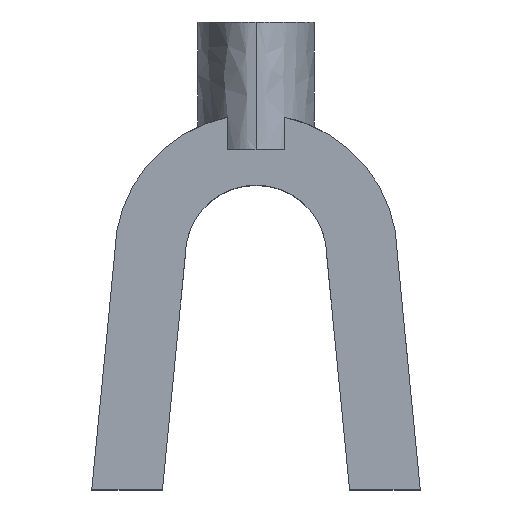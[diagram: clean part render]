
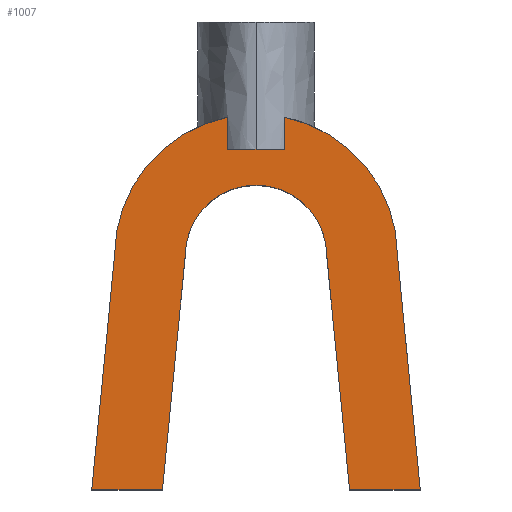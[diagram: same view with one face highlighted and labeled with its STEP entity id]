
A CAD part, top view. The second image highlights one B-rep face of the part: STEP entity #1007.
In plain terms, the highlighted planar face has unit normal (0, 0, 1).
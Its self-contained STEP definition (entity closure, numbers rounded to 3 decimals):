
#2 = CARTESIAN_POINT ( 'NONE',  ( 2.421, 14.55, 8.75 ) ) ;
#33 = LINE ( 'NONE', #131, #1134 ) ;
#42 = EDGE_CURVE ( 'NONE', #916, #98, #1064, .T. ) ;
#57 = CARTESIAN_POINT ( 'NONE',  ( 6.05, 0., 8.75 ) ) ;
#80 = DIRECTION ( 'NONE',  ( 0., 0., 1. ) ) ;
#94 = LINE ( 'NONE', #1209, #642 ) ;
#98 = VERTEX_POINT ( 'NONE', #722 ) ;
#106 = VERTEX_POINT ( 'NONE', #249 ) ;
#111 = EDGE_CURVE ( 'NONE', #1112, #982, #913, .T. ) ;
#123 = EDGE_CURVE ( 'NONE', #106, #884, #1113, .T. ) ;
#131 = CARTESIAN_POINT ( 'NONE',  ( 11.986, 1.17, 8.75 ) ) ;
#136 = LINE ( 'NONE', #1052, #308 ) ;
#138 = ORIENTED_EDGE ( 'NONE', *, *, #42, .T. ) ;
#139 = VECTOR ( 'NONE', #432, 1000. ) ;
#149 = EDGE_CURVE ( 'NONE', #481, #1112, #159, .T. ) ;
#157 = EDGE_LOOP ( 'NONE', ( #476, #596, #138, #465, #678, #402, #732, #987, #323, #471, #1203, #172 ) ) ;
#159 = CIRCLE ( 'NONE', #1133, 6.05 ) ;
#172 = ORIENTED_EDGE ( 'NONE', *, *, #393, .T. ) ;
#219 = AXIS2_PLACEMENT_3D ( 'NONE', #330, #80, #261 ) ;
#220 = CIRCLE ( 'NONE', #994, 12.1 ) ;
#229 = DIRECTION ( 'NONE',  ( -1., 0., 0. ) ) ;
#235 = VECTOR ( 'NONE', #655, 1000. ) ;
#238 = EDGE_CURVE ( 'NONE', #982, #422, #650, .T. ) ;
#249 = CARTESIAN_POINT ( 'NONE',  ( -2.421, 11.855, 8.75 ) ) ;
#261 = DIRECTION ( 'NONE',  ( 1., 0., 0. ) ) ;
#278 = CARTESIAN_POINT ( 'NONE',  ( -8.002, -20., 8.75 ) ) ;
#284 = CARTESIAN_POINT ( 'NONE',  ( -12.1, 0., 8.75 ) ) ;
#300 = CARTESIAN_POINT ( 'NONE',  ( 0., 9.1, 8.75 ) ) ;
#306 = VERTEX_POINT ( 'NONE', #382 ) ;
#308 = VECTOR ( 'NONE', #1074, 1000. ) ;
#323 = ORIENTED_EDGE ( 'NONE', *, *, #149, .T. ) ;
#330 = CARTESIAN_POINT ( 'NONE',  ( 0., 0., 8.75 ) ) ;
#338 = CARTESIAN_POINT ( 'NONE',  ( 2.421, 11.855, 8.75 ) ) ;
#354 = DIRECTION ( 'NONE',  ( 1., 0., 0. ) ) ;
#357 = DIRECTION ( 'NONE',  ( 1., 0., 0. ) ) ;
#363 = CARTESIAN_POINT ( 'NONE',  ( 8.002, -20., 8.75 ) ) ;
#375 = CARTESIAN_POINT ( 'NONE',  ( -11.986, 1.17, 8.75 ) ) ;
#382 = CARTESIAN_POINT ( 'NONE',  ( 12.1, 0., 8.75 ) ) ;
#385 = VERTEX_POINT ( 'NONE', #454 ) ;
#393 = EDGE_CURVE ( 'NONE', #422, #306, #33, .T. ) ;
#395 = LINE ( 'NONE', #886, #746 ) ;
#401 = CARTESIAN_POINT ( 'NONE',  ( 0., 0., 8.75 ) ) ;
#402 = ORIENTED_EDGE ( 'NONE', *, *, #633, .T. ) ;
#408 = PLANE ( 'NONE',  #504 ) ;
#422 = VERTEX_POINT ( 'NONE', #1155 ) ;
#426 = DIRECTION ( 'NONE',  ( 1., 0., 0. ) ) ;
#432 = DIRECTION ( 'NONE',  ( 0.097, -0.995, 0. ) ) ;
#435 = DIRECTION ( 'NONE',  ( 0., 0., 1. ) ) ;
#439 = EDGE_CURVE ( 'NONE', #98, #106, #395, .T. ) ;
#454 = CARTESIAN_POINT ( 'NONE',  ( -14.052, -20., 8.75 ) ) ;
#465 = ORIENTED_EDGE ( 'NONE', *, *, #439, .T. ) ;
#471 = ORIENTED_EDGE ( 'NONE', *, *, #111, .T. ) ;
#474 = CARTESIAN_POINT ( 'NONE',  ( 0., -20., 8.75 ) ) ;
#476 = ORIENTED_EDGE ( 'NONE', *, *, #492, .T. ) ;
#481 = VERTEX_POINT ( 'NONE', #1085 ) ;
#492 = EDGE_CURVE ( 'NONE', #306, #509, #220, .T. ) ;
#501 = VECTOR ( 'NONE', #229, 1000. ) ;
#504 = AXIS2_PLACEMENT_3D ( 'NONE', #401, #959, #1163 ) ;
#509 = VERTEX_POINT ( 'NONE', #338 ) ;
#556 = LINE ( 'NONE', #2, #725 ) ;
#569 = LINE ( 'NONE', #375, #235 ) ;
#577 = CARTESIAN_POINT ( 'NONE',  ( 2.421, 9.1, 8.75 ) ) ;
#578 = EDGE_CURVE ( 'NONE', #509, #916, #556, .T. ) ;
#596 = ORIENTED_EDGE ( 'NONE', *, *, #578, .T. ) ;
#617 = CARTESIAN_POINT ( 'NONE',  ( 5.993, 0.585, 8.75 ) ) ;
#633 = EDGE_CURVE ( 'NONE', #884, #385, #569, .T. ) ;
#642 = VECTOR ( 'NONE', #354, 1000. ) ;
#650 = LINE ( 'NONE', #474, #883 ) ;
#655 = DIRECTION ( 'NONE',  ( -0.097, -0.995, 0. ) ) ;
#678 = ORIENTED_EDGE ( 'NONE', *, *, #123, .T. ) ;
#722 = CARTESIAN_POINT ( 'NONE',  ( -2.421, 9.1, 8.75 ) ) ;
#725 = VECTOR ( 'NONE', #755, 1000. ) ;
#729 = DIRECTION ( 'NONE',  ( 0., 0., -1. ) ) ;
#730 = EDGE_CURVE ( 'NONE', #385, #995, #94, .T. ) ;
#732 = ORIENTED_EDGE ( 'NONE', *, *, #730, .T. ) ;
#746 = VECTOR ( 'NONE', #1149, 1000. ) ;
#755 = DIRECTION ( 'NONE',  ( 0., -1., 0. ) ) ;
#779 = FACE_OUTER_BOUND ( 'NONE', #157, .T. ) ;
#823 = CARTESIAN_POINT ( 'NONE',  ( 0., 0., 8.75 ) ) ;
#883 = VECTOR ( 'NONE', #357, 1000. ) ;
#884 = VERTEX_POINT ( 'NONE', #284 ) ;
#886 = CARTESIAN_POINT ( 'NONE',  ( -2.421, 14.55, 8.75 ) ) ;
#913 = LINE ( 'NONE', #617, #139 ) ;
#916 = VERTEX_POINT ( 'NONE', #577 ) ;
#959 = DIRECTION ( 'NONE',  ( 0., 0., 1. ) ) ;
#982 = VERTEX_POINT ( 'NONE', #363 ) ;
#987 = ORIENTED_EDGE ( 'NONE', *, *, #1051, .F. ) ;
#994 = AXIS2_PLACEMENT_3D ( 'NONE', #1001, #435, #426 ) ;
#995 = VERTEX_POINT ( 'NONE', #278 ) ;
#1001 = CARTESIAN_POINT ( 'NONE',  ( 0., 0., 8.75 ) ) ;
#1007 = ADVANCED_FACE ( 'NONE', ( #779 ), #408, .T. ) ;
#1051 = EDGE_CURVE ( 'NONE', #481, #995, #136, .T. ) ;
#1052 = CARTESIAN_POINT ( 'NONE',  ( -5.993, 0.585, 8.75 ) ) ;
#1064 = LINE ( 'NONE', #300, #501 ) ;
#1072 = DIRECTION ( 'NONE',  ( -0.097, 0.995, 0. ) ) ;
#1074 = DIRECTION ( 'NONE',  ( -0.097, -0.995, 0. ) ) ;
#1085 = CARTESIAN_POINT ( 'NONE',  ( -6.05, 0., 8.75 ) ) ;
#1099 = DIRECTION ( 'NONE',  ( 1., 0., 0. ) ) ;
#1112 = VERTEX_POINT ( 'NONE', #57 ) ;
#1113 = CIRCLE ( 'NONE', #219, 12.1 ) ;
#1133 = AXIS2_PLACEMENT_3D ( 'NONE', #823, #729, #1099 ) ;
#1134 = VECTOR ( 'NONE', #1072, 1000. ) ;
#1149 = DIRECTION ( 'NONE',  ( 0., 1., 0. ) ) ;
#1155 = CARTESIAN_POINT ( 'NONE',  ( 14.052, -20., 8.75 ) ) ;
#1163 = DIRECTION ( 'NONE',  ( 1., 0., 0. ) ) ;
#1203 = ORIENTED_EDGE ( 'NONE', *, *, #238, .T. ) ;
#1209 = CARTESIAN_POINT ( 'NONE',  ( 0., -20., 8.75 ) ) ;
